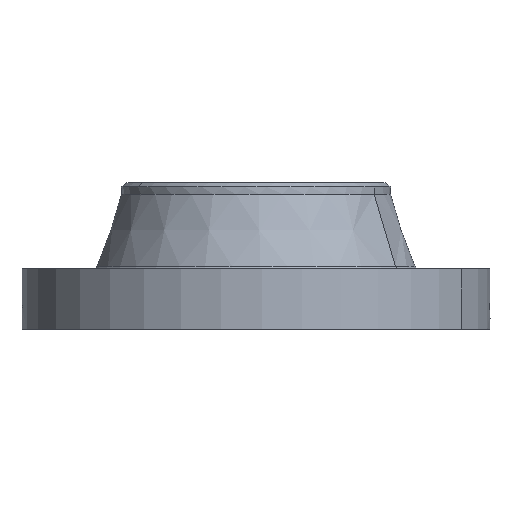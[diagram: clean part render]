
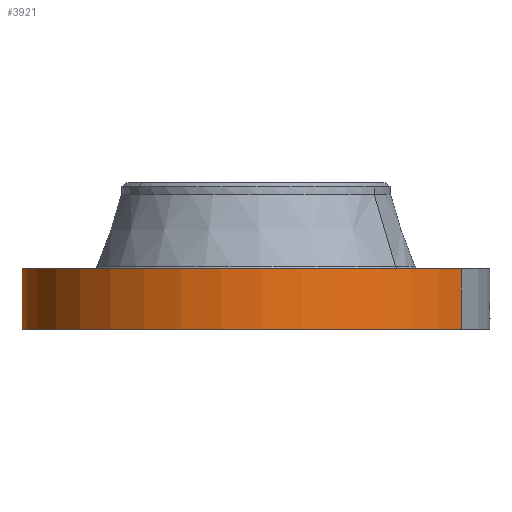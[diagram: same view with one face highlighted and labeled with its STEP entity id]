
A CAD part, left-side view. The second image highlights one B-rep face of the part: STEP entity #3921.
In plain terms, the highlighted cylindrical face has radius 190.5 mm (diameter 381 mm), a partial arc.
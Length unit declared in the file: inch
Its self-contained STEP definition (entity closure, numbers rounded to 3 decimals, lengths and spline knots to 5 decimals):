
#2927=AXIS2_PLACEMENT_3D('Circle Axis2P3D',#2925,#2926,$) ;
#3807=AXIS2_PLACEMENT_3D('Cylinder Axis2P3D',#3804,#3805,#3806) ;
#3811=AXIS2_PLACEMENT_3D('Circle Axis2P3D',#3809,#3810,$) ;
#2920=CARTESIAN_POINT('Vertex',(3.59569,6.58187,1.933)) ;
#2922=CARTESIAN_POINT('Vertex',(-3.59569,-6.58187,1.933)) ;
#2925=CARTESIAN_POINT('Axis2P3D Location',(0.,0.,1.933)) ;
#3804=CARTESIAN_POINT('Axis2P3D Location',(0.,0.,2.3465)) ;
#3809=CARTESIAN_POINT('Axis2P3D Location',(0.,0.,0.)) ;
#3813=CARTESIAN_POINT('Vertex',(-3.59569,-6.58187,0.)) ;
#3815=CARTESIAN_POINT('Vertex',(3.59569,6.58187,0.)) ;
#3818=CARTESIAN_POINT('Line Origine',(-3.59569,-6.58187,0.9665)) ;
#3823=CARTESIAN_POINT('Line Origine',(3.59569,6.58187,0.9665)) ;
#3835=CARTESIAN_POINT('Control Point',(-0.05941,7.49976,1.09909)) ;
#3836=CARTESIAN_POINT('Control Point',(-0.04003,7.49992,1.1024)) ;
#3837=CARTESIAN_POINT('Control Point',(-0.02038,7.5,1.10408)) ;
#3838=CARTESIAN_POINT('Control Point',(-0.00072,7.5,1.10412)) ;
#3839=CARTESIAN_POINT('Vertex',(-0.0594,7.49977,1.0991)) ;
#3841=CARTESIAN_POINT('Vertex',(-0.00072,7.5,1.10412)) ;
#3845=CARTESIAN_POINT('Control Point',(-0.05939,7.49976,1.09909)) ;
#3846=CARTESIAN_POINT('Control Point',(-0.09831,7.49946,1.09409)) ;
#3847=CARTESIAN_POINT('Control Point',(-0.13642,7.49884,1.082)) ;
#3848=CARTESIAN_POINT('Control Point',(-0.17138,7.49804,1.06375)) ;
#3849=CARTESIAN_POINT('Vertex',(-0.17138,7.49804,1.06375)) ;
#3853=CARTESIAN_POINT('Control Point',(-0.02999,7.49994,0.34111)) ;
#3854=CARTESIAN_POINT('Control Point',(-0.08598,7.49972,0.34825)) ;
#3855=CARTESIAN_POINT('Control Point',(-0.14035,7.49898,0.36587)) ;
#3856=CARTESIAN_POINT('Control Point',(-0.19034,7.49779,0.39344)) ;
#3857=CARTESIAN_POINT('Control Point',(-0.2796,7.49502,0.46639)) ;
#3858=CARTESIAN_POINT('Control Point',(-0.33704,7.49249,0.56453)) ;
#3859=CARTESIAN_POINT('Control Point',(-0.35684,7.49151,0.61913)) ;
#3860=CARTESIAN_POINT('Control Point',(-0.37232,7.49075,0.70843)) ;
#3861=CARTESIAN_POINT('Control Point',(-0.363,7.49121,0.79692)) ;
#3862=CARTESIAN_POINT('Control Point',(-0.35625,7.49154,0.82886)) ;
#3863=CARTESIAN_POINT('Control Point',(-0.33118,7.49273,0.90639)) ;
#3864=CARTESIAN_POINT('Control Point',(-0.28659,7.4946,0.97493)) ;
#3865=CARTESIAN_POINT('Control Point',(-0.25324,7.49586,1.01136)) ;
#3866=CARTESIAN_POINT('Control Point',(-0.21425,7.49706,1.04137)) ;
#3867=CARTESIAN_POINT('Control Point',(-0.17138,7.49804,1.06375)) ;
#3868=CARTESIAN_POINT('Vertex',(-0.02999,7.49994,0.34111)) ;
#3872=CARTESIAN_POINT('Control Point',(-0.02999,7.49994,0.34111)) ;
#3873=CARTESIAN_POINT('Control Point',(-0.01999,7.49998,0.34086)) ;
#3874=CARTESIAN_POINT('Control Point',(-0.00998,7.5,0.34095)) ;
#3875=CARTESIAN_POINT('Control Point',(0.,7.5,0.34137)) ;
#3876=CARTESIAN_POINT('Vertex',(0.,7.5,0.34137)) ;
#3880=CARTESIAN_POINT('Control Point',(0.19354,7.4975,0.39573)) ;
#3881=CARTESIAN_POINT('Control Point',(0.14936,7.49864,0.37106)) ;
#3882=CARTESIAN_POINT('Control Point',(0.10119,7.49954,0.35344)) ;
#3883=CARTESIAN_POINT('Control Point',(0.05083,7.5,0.34353)) ;
#3884=CARTESIAN_POINT('Control Point',(0.,7.5,0.34137)) ;
#3885=CARTESIAN_POINT('Vertex',(0.19354,7.4975,0.39573)) ;
#3889=CARTESIAN_POINT('Control Point',(0.19354,7.4975,0.39573)) ;
#3890=CARTESIAN_POINT('Control Point',(0.22275,7.49675,0.41204)) ;
#3891=CARTESIAN_POINT('Control Point',(0.25033,7.49589,0.43124)) ;
#3892=CARTESIAN_POINT('Control Point',(0.27587,7.49498,0.45317)) ;
#3893=CARTESIAN_POINT('Control Point',(0.34319,7.49231,0.52437)) ;
#3894=CARTESIAN_POINT('Control Point',(0.38653,7.49008,0.61377)) ;
#3895=CARTESIAN_POINT('Control Point',(0.40202,7.4892,0.67798)) ;
#3896=CARTESIAN_POINT('Control Point',(0.40344,7.48917,0.79213)) ;
#3897=CARTESIAN_POINT('Control Point',(0.36375,7.49121,0.8968)) ;
#3898=CARTESIAN_POINT('Control Point',(0.33967,7.49238,0.93823)) ;
#3899=CARTESIAN_POINT('Control Point',(0.27052,7.49538,1.02298)) ;
#3900=CARTESIAN_POINT('Control Point',(0.17702,7.49821,1.07827)) ;
#3901=CARTESIAN_POINT('Control Point',(0.11905,7.49942,1.09847)) ;
#3902=CARTESIAN_POINT('Control Point',(0.05907,7.5,1.10705)) ;
#3903=CARTESIAN_POINT('Control Point',(-0.00003,7.5,1.10415)) ;
#3904=CARTESIAN_POINT('Vertex',(-0.00003,7.5,1.10415)) ;
#3908=CARTESIAN_POINT('Control Point',(-0.00072,7.5,1.10412)) ;
#3909=CARTESIAN_POINT('Control Point',(-0.00037,7.5,1.10414)) ;
#3910=CARTESIAN_POINT('Control Point',(-0.00003,7.5,1.10415)) ;
#2926=DIRECTION('Axis2P3D Direction',(0.,0.,-0.039)) ;
#3805=DIRECTION('Axis2P3D Direction',(0.,0.,-0.039)) ;
#3806=DIRECTION('Axis2P3D XDirection',(0.019,0.035,0.)) ;
#3810=DIRECTION('Axis2P3D Direction',(0.,0.,-0.039)) ;
#3819=DIRECTION('Vector Direction',(0.,0.,-0.039)) ;
#3824=DIRECTION('Vector Direction',(0.,0.,-0.039)) ;
#3820=VECTOR('Line Direction',#3819,0.03937) ;
#3825=VECTOR('Line Direction',#3824,0.03937) ;
#3829=ORIENTED_EDGE('',*,*,#3817,.F.) ;
#3830=ORIENTED_EDGE('',*,*,#3822,.T.) ;
#3831=ORIENTED_EDGE('',*,*,#2929,.T.) ;
#3832=ORIENTED_EDGE('',*,*,#3827,.F.) ;
#3913=ORIENTED_EDGE('',*,*,#3843,.F.) ;
#3914=ORIENTED_EDGE('',*,*,#3851,.T.) ;
#3915=ORIENTED_EDGE('',*,*,#3870,.F.) ;
#3916=ORIENTED_EDGE('',*,*,#3878,.T.) ;
#3917=ORIENTED_EDGE('',*,*,#3887,.F.) ;
#3918=ORIENTED_EDGE('',*,*,#3906,.T.) ;
#3919=ORIENTED_EDGE('',*,*,#3911,.F.) ;
#3920=FACE_BOUND('',#3912,.T.) ;
#3921=ADVANCED_FACE('PartBody',(#3833,#3920),#3808,.T.) ;
#3834=B_SPLINE_CURVE_WITH_KNOTS('',3,(#3835,#3836,#3837,#3838),.UNSPECIFIED.,.F.,.U.,(4,4),(4.34045,6.52146),.UNSPECIFIED.) ;
#3844=B_SPLINE_CURVE_WITH_KNOTS('',3,(#3845,#3846,#3847,#3848),.UNSPECIFIED.,.F.,.U.,(4,4),(0.,4.4082),.UNSPECIFIED.) ;
#3852=B_SPLINE_CURVE_WITH_KNOTS('',5,(#3853,#3854,#3855,#3856,#3857,#3858,#3859,#3860,#3861,#3862,#3863,#3864,#3865,#3866,#3867),.UNSPECIFIED.,.F.,.U.,(6,3,3,3,6),(0.,9.80825,20.12867,26.11715,35.12658),.UNSPECIFIED.) ;
#3871=B_SPLINE_CURVE_WITH_KNOTS('',3,(#3872,#3873,#3874,#3875),.UNSPECIFIED.,.F.,.U.,(4,4),(0.,1.04343),.UNSPECIFIED.) ;
#3879=B_SPLINE_CURVE_WITH_KNOTS('',4,(#3880,#3881,#3882,#3883,#3884),.UNSPECIFIED.,.F.,.U.,(5,5),(0.,7.08328),.UNSPECIFIED.) ;
#3888=B_SPLINE_CURVE_WITH_KNOTS('',5,(#3889,#3890,#3891,#3892,#3893,#3894,#3895,#3896,#3897,#3898,#3899,#3900,#3901,#3902,#3903),.UNSPECIFIED.,.F.,.U.,(6,3,3,3,6),(0.,5.85318,17.06506,25.48671,36.53328),.UNSPECIFIED.) ;
#3907=B_SPLINE_CURVE_WITH_KNOTS('',2,(#3908,#3909,#3910),.UNSPECIFIED.,.F.,.U.,(3,3),(1.05656,1.08237),.UNSPECIFIED.) ;
#2928=CIRCLE('generated circle',#2927,7.5) ;
#3812=CIRCLE('generated circle',#3811,7.5) ;
#3808=CYLINDRICAL_SURFACE('generated cylinder',#3807,7.5) ;
#2929=EDGE_CURVE('',#2923,#2921,#2928,.T.) ;
#3817=EDGE_CURVE('',#3814,#3816,#3812,.T.) ;
#3822=EDGE_CURVE('',#3814,#2923,#3821,.F.) ;
#3827=EDGE_CURVE('',#3816,#2921,#3826,.F.) ;
#3843=EDGE_CURVE('',#3840,#3842,#3834,.T.) ;
#3851=EDGE_CURVE('',#3840,#3850,#3844,.T.) ;
#3870=EDGE_CURVE('',#3869,#3850,#3852,.T.) ;
#3878=EDGE_CURVE('',#3869,#3877,#3871,.T.) ;
#3887=EDGE_CURVE('',#3886,#3877,#3879,.T.) ;
#3906=EDGE_CURVE('',#3886,#3905,#3888,.T.) ;
#3911=EDGE_CURVE('',#3842,#3905,#3907,.T.) ;
#3828=EDGE_LOOP('',(#3829,#3830,#3831,#3832)) ;
#3912=EDGE_LOOP('',(#3913,#3914,#3915,#3916,#3917,#3918,#3919)) ;
#3833=FACE_OUTER_BOUND('',#3828,.T.) ;
#3821=LINE('Line',#3818,#3820) ;
#3826=LINE('Line',#3823,#3825) ;
#2921=VERTEX_POINT('',#2920) ;
#2923=VERTEX_POINT('',#2922) ;
#3814=VERTEX_POINT('',#3813) ;
#3816=VERTEX_POINT('',#3815) ;
#3840=VERTEX_POINT('',#3839) ;
#3842=VERTEX_POINT('',#3841) ;
#3850=VERTEX_POINT('',#3849) ;
#3869=VERTEX_POINT('',#3868) ;
#3877=VERTEX_POINT('',#3876) ;
#3886=VERTEX_POINT('',#3885) ;
#3905=VERTEX_POINT('',#3904) ;
